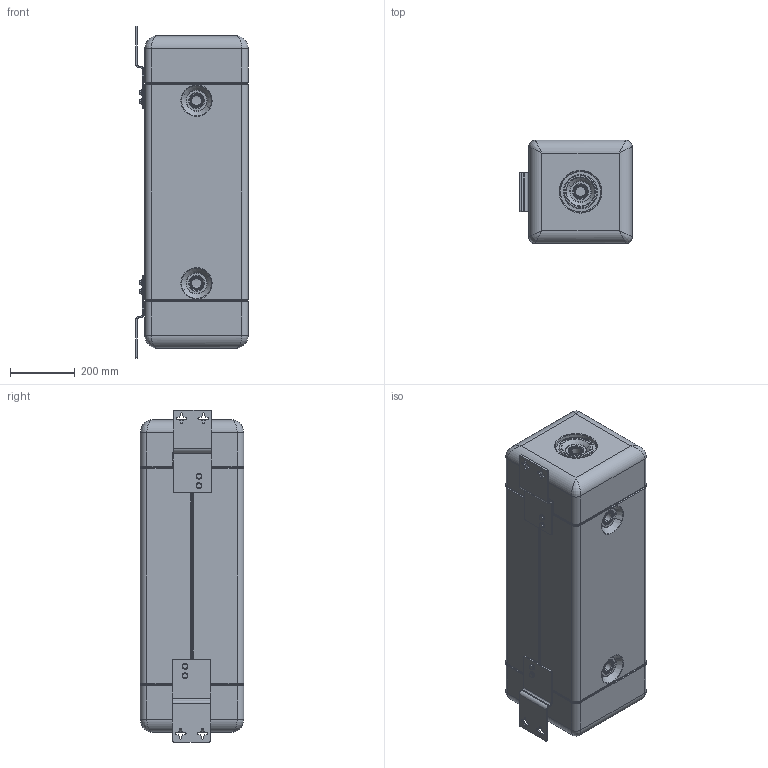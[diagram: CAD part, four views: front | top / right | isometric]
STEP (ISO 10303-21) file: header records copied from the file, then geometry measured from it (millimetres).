
FILE_DESCRIPTION(('CATIA V5 STEP Exchange','CAx-IF Rec.Pracs.--- Model Styling and Organization---1.5--- 2016-08-15','CAx-IF Rec.Pracs.---Supplemental Geometry---1.0---2011-11-01','CAx-IF Rec.Pracs.--- Composite Materials ---3.4---2017-06-13','CAx-IF Rec.Pracs.---Tessellated 3D Geometry---1.0---2015-12-17'),'2;1');
FILE_NAME('STEP_548525_-_TST.stp','2023-10-02T12:03:36+00:00',('none'),('none'),'CATIA Version 5-6 Release 2020 SP5','CATIA V5 STEP AP242 v2','none');
FILE_SCHEMA(('AP242_MANAGED_MODEL_BASED_3D_ENGINEERING_MIM_LF {1 0 10303 442 1 1 4}'));
Products named in the file (1): 548525 - TST
Bounding box: 348 x 320 x 1029 mm (x, y, z)
Volume: 95096405.5 mm3; surface area: 3213386.9 mm2
Topology: 1 solids, 14 shells, 2050 faces, 4970 edges, 2875 vertices
Faces by surface type: cylinder 680, plane 459, torus 442, bspline 299, cone 112, sphere 58
Entity records: 76397 total; most frequent: CARTESIAN_POINT 34567, ORIENTED_EDGE 9740, DIRECTION 6383, EDGE_CURVE 4870, AXIS2_PLACEMENT_3D 3335, VERTEX_POINT 2875, EDGE_LOOP 2153, ADVANCED_FACE 2050
